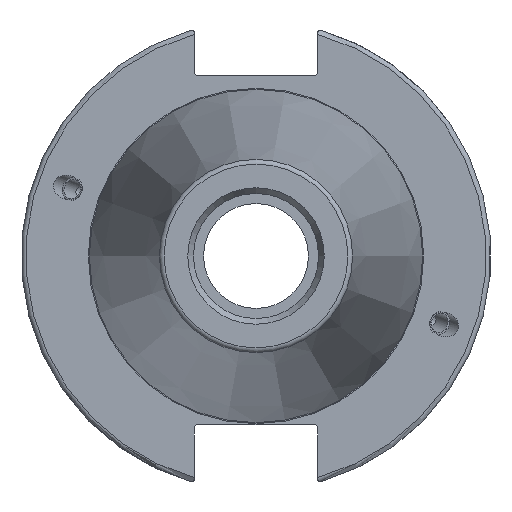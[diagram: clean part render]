
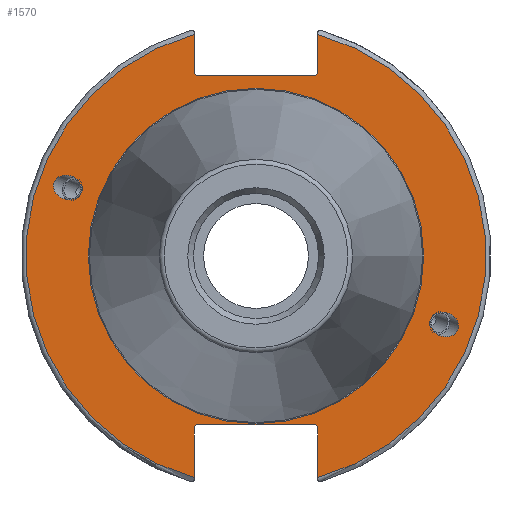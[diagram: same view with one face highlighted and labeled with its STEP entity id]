
A CAD part, left-side view. The second image highlights one B-rep face of the part: STEP entity #1570.
In plain terms, the highlighted planar face has unit normal (-1, 0, 0).
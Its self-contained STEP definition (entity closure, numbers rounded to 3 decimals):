
#31=ELLIPSE('',#1698,3.052,2.5);
#32=ELLIPSE('',#1732,3.052,2.5);
#76=FACE_BOUND('',#275,.T.);
#77=FACE_BOUND('',#276,.T.);
#78=FACE_BOUND('',#277,.T.);
#96=PLANE('',#1738);
#165=FACE_OUTER_BOUND('',#274,.T.);
#274=EDGE_LOOP('',(#1261,#1262,#1263,#1264,#1265,#1266,#1267,#1268,#1269,
#1270,#1271,#1272));
#275=EDGE_LOOP('',(#1273));
#276=EDGE_LOOP('',(#1274));
#277=EDGE_LOOP('',(#1275));
#416=LINE('',#3034,#508);
#417=LINE('',#3036,#509);
#418=LINE('',#3038,#510);
#419=LINE('',#3040,#511);
#420=LINE('',#3042,#512);
#421=LINE('',#3046,#513);
#422=LINE('',#3048,#514);
#423=LINE('',#3050,#515);
#424=LINE('',#3052,#516);
#425=LINE('',#3053,#517);
#508=VECTOR('',#2059,10.);
#509=VECTOR('',#2060,10.);
#510=VECTOR('',#2061,10.);
#511=VECTOR('',#2062,10.);
#512=VECTOR('',#2063,10.);
#513=VECTOR('',#2066,10.);
#514=VECTOR('',#2067,10.);
#515=VECTOR('',#2068,10.);
#516=VECTOR('',#2069,10.);
#517=VECTOR('',#2070,10.);
#607=CIRCLE('',#1736,35.125);
#609=CIRCLE('',#1739,48.213);
#610=CIRCLE('',#1740,48.213);
#699=VERTEX_POINT('',#2759);
#737=VERTEX_POINT('',#3018);
#740=VERTEX_POINT('',#3025);
#741=VERTEX_POINT('',#3030);
#742=VERTEX_POINT('',#3031);
#743=VERTEX_POINT('',#3033);
#744=VERTEX_POINT('',#3035);
#745=VERTEX_POINT('',#3037);
#746=VERTEX_POINT('',#3039);
#747=VERTEX_POINT('',#3041);
#748=VERTEX_POINT('',#3043);
#749=VERTEX_POINT('',#3045);
#750=VERTEX_POINT('',#3047);
#751=VERTEX_POINT('',#3049);
#752=VERTEX_POINT('',#3051);
#877=EDGE_CURVE('',#699,#699,#31,.T.);
#928=EDGE_CURVE('',#737,#737,#32,.T.);
#931=EDGE_CURVE('',#740,#740,#607,.T.);
#933=EDGE_CURVE('',#741,#742,#609,.T.);
#934=EDGE_CURVE('',#741,#743,#416,.T.);
#935=EDGE_CURVE('',#744,#743,#417,.T.);
#936=EDGE_CURVE('',#744,#745,#418,.T.);
#937=EDGE_CURVE('',#746,#745,#419,.T.);
#938=EDGE_CURVE('',#746,#747,#420,.T.);
#939=EDGE_CURVE('',#748,#747,#610,.T.);
#940=EDGE_CURVE('',#748,#749,#421,.T.);
#941=EDGE_CURVE('',#750,#749,#422,.T.);
#942=EDGE_CURVE('',#750,#751,#423,.T.);
#943=EDGE_CURVE('',#752,#751,#424,.T.);
#944=EDGE_CURVE('',#752,#742,#425,.T.);
#1261=ORIENTED_EDGE('',*,*,#933,.F.);
#1262=ORIENTED_EDGE('',*,*,#934,.T.);
#1263=ORIENTED_EDGE('',*,*,#935,.F.);
#1264=ORIENTED_EDGE('',*,*,#936,.T.);
#1265=ORIENTED_EDGE('',*,*,#937,.F.);
#1266=ORIENTED_EDGE('',*,*,#938,.T.);
#1267=ORIENTED_EDGE('',*,*,#939,.F.);
#1268=ORIENTED_EDGE('',*,*,#940,.T.);
#1269=ORIENTED_EDGE('',*,*,#941,.F.);
#1270=ORIENTED_EDGE('',*,*,#942,.T.);
#1271=ORIENTED_EDGE('',*,*,#943,.F.);
#1272=ORIENTED_EDGE('',*,*,#944,.T.);
#1273=ORIENTED_EDGE('',*,*,#877,.T.);
#1274=ORIENTED_EDGE('',*,*,#928,.T.);
#1275=ORIENTED_EDGE('',*,*,#931,.F.);
#1570=ADVANCED_FACE('',(#165,#76,#77,#78),#96,.T.);
#1698=AXIS2_PLACEMENT_3D('',#2761,#1959,#1960);
#1732=AXIS2_PLACEMENT_3D('',#3020,#2043,#2044);
#1736=AXIS2_PLACEMENT_3D('',#3027,#2051,#2052);
#1738=AXIS2_PLACEMENT_3D('',#3029,#2055,#2056);
#1739=AXIS2_PLACEMENT_3D('',#3032,#2057,#2058);
#1740=AXIS2_PLACEMENT_3D('',#3044,#2064,#2065);
#1959=DIRECTION('center_axis',(1.,0.,0.));
#1960=DIRECTION('ref_axis',(0.,-0.94,-0.342));
#2043=DIRECTION('center_axis',(1.,0.,0.));
#2044=DIRECTION('ref_axis',(0.,0.94,0.342));
#2051=DIRECTION('center_axis',(-1.,0.,0.));
#2052=DIRECTION('ref_axis',(0.,-1.,0.));
#2055=DIRECTION('center_axis',(-1.,0.,0.));
#2056=DIRECTION('ref_axis',(0.,0.,1.));
#2057=DIRECTION('center_axis',(1.,0.,0.));
#2058=DIRECTION('ref_axis',(0.,-1.,0.));
#2059=DIRECTION('',(0.,0.,-1.));
#2060=DIRECTION('',(0.,-0.707,0.707));
#2061=DIRECTION('',(0.,1.,0.));
#2062=DIRECTION('',(0.,-0.707,-0.707));
#2063=DIRECTION('',(0.,0.,1.));
#2064=DIRECTION('center_axis',(1.,0.,0.));
#2065=DIRECTION('ref_axis',(0.,1.,0.));
#2066=DIRECTION('',(0.,0.,1.));
#2067=DIRECTION('',(0.,0.707,-0.707));
#2068=DIRECTION('',(0.,-1.,0.));
#2069=DIRECTION('',(0.,0.707,0.707));
#2070=DIRECTION('',(0.,0.,-1.));
#2759=CARTESIAN_POINT('',(3.175,-36.599,-13.321));
#2761=CARTESIAN_POINT('Origin',(3.175,-39.467,-14.365));
#3018=CARTESIAN_POINT('',(3.175,36.599,13.321));
#3020=CARTESIAN_POINT('Origin',(3.175,39.467,14.365));
#3025=CARTESIAN_POINT('',(3.175,0.,35.125));
#3027=CARTESIAN_POINT('Origin',(3.175,0.,0.));
#3029=CARTESIAN_POINT('Origin',(3.175,49.213,0.));
#3030=CARTESIAN_POINT('',(3.175,-12.95,46.441));
#3031=CARTESIAN_POINT('',(3.175,-12.95,-46.441));
#3032=CARTESIAN_POINT('Origin',(3.175,0.,0.));
#3033=CARTESIAN_POINT('',(3.175,-12.95,38.219));
#3034=CARTESIAN_POINT('',(3.175,-12.95,18.86));
#3035=CARTESIAN_POINT('',(3.175,-12.45,37.719));
#3036=CARTESIAN_POINT('',(3.175,12.27,12.999));
#3037=CARTESIAN_POINT('',(3.175,12.45,37.719));
#3038=CARTESIAN_POINT('',(3.175,24.606,37.719));
#3039=CARTESIAN_POINT('',(3.175,12.95,38.219));
#3040=CARTESIAN_POINT('',(3.175,12.336,37.605));
#3041=CARTESIAN_POINT('',(3.175,12.95,46.441));
#3042=CARTESIAN_POINT('',(3.175,12.95,18.86));
#3043=CARTESIAN_POINT('',(3.175,12.95,-46.441));
#3044=CARTESIAN_POINT('Origin',(3.175,0.,0.));
#3045=CARTESIAN_POINT('',(3.175,12.95,-35.806));
#3046=CARTESIAN_POINT('',(3.175,12.95,-17.653));
#3047=CARTESIAN_POINT('',(3.175,12.45,-35.306));
#3048=CARTESIAN_POINT('',(3.175,12.939,-35.795));
#3049=CARTESIAN_POINT('',(3.175,-12.45,-35.306));
#3050=CARTESIAN_POINT('',(3.175,24.606,-35.306));
#3051=CARTESIAN_POINT('',(3.175,-12.95,-35.806));
#3052=CARTESIAN_POINT('',(3.175,11.667,-11.189));
#3053=CARTESIAN_POINT('',(3.175,-12.95,-17.653));
